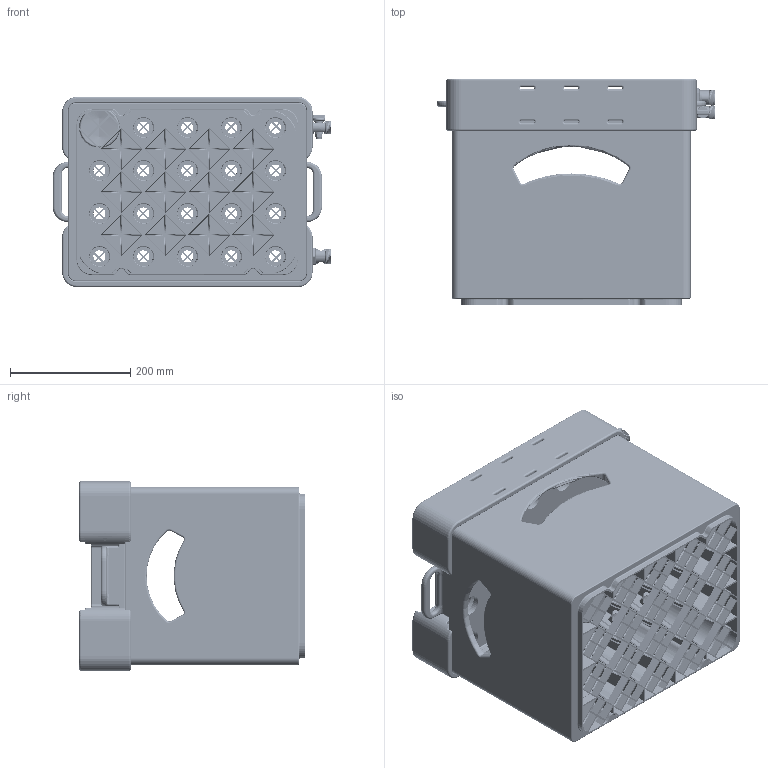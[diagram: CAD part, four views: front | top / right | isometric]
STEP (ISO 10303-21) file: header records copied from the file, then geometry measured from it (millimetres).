
FILE_DESCRIPTION (( 'STEP AP203' ), '1' );
FILE_NAME ('ZH_19042013.STEP', '2013-04-19T14:55:02', ( '' ), ( '' ), 'SwSTEP 2.0', 'SolidWorks 2012', '' );
FILE_SCHEMA (( 'CONFIG_CONTROL_DESIGN' ));
Products named in the file (29): Rastplatte; Basisteil_29032013; Kiste; ZH_19042013; 5-8 Bier; U-Scheibe 6; Gummischeibe; mutter_din_6924-m6x1-8; Hahn_Absperrteil; G5_8 Bier; Riegel; CO2-Anschluss-mit-Schauglas_und Lippventil; Lippventil; Schauglas; CO2 Schauglas Gegenstueck; G3_4 CO2; Dichtung_19032013; Flasche gefüllt; Bier; LongneckFlasche_AK; Dichtungshülse_Entriegelt; O-Ring 26-2; Druckfeder; Oberteil_Verschraubung_Werkzeuglos; O-Ring16x3; Spannsegmentträger; O-Ring 27-2; Spannsegment; Dichtungshülse
Assembly tree (37 placements, depth 3):
  ZH_19042013
    Kiste
    Basisteil_29032013  x2
    Rastplatte
    Dichtungshülse_Entriegelt
      Dichtungshülse
      Spannsegment  x6
      O-Ring 27-2
      Spannsegmentträger
      O-Ring16x3
      Oberteil_Verschraubung_Werkzeuglos
      Druckfeder
      O-Ring 26-2  x2
    Flasche gefüllt
      LongneckFlasche_AK
      Bier
    Dichtung_19032013
    CO2-Anschluss-mit-Schauglas_und Lippventil
      G3_4 CO2
      CO2 Schauglas Gegenstueck
      Schauglas
      Lippventil  x2
    Riegel  x2
    5-8 Bier
      G5_8 Bier
      Hahn_Absperrteil
      mutter_din_6924-m6x1-8
      Gummischeibe
      U-Scheibe 6
Bounding box: 462.5 x 375 x 316 mm (x, y, z)
Volume: 10232685.3 mm3; surface area: 2655736.7 mm2
Topology: 37 solids, 37 shells, 4868 faces, 12832 edges, 7737 vertices
Faces by surface type: cylinder 1621, plane 1609, bspline 766, torus 663, cone 124, sphere 85
Full cylindrical faces by diameter (mm): 2 x6, 4 x14, 4.918 x1, 6 x1, 6.4 x2, 7 x4, 9 x6, 9.701 x1, 10 x4, 11 x4, 12 x1, 12.5 x4, 14 x8, 15 x12, 16 x2, 16.2 x1, 16.5 x1, 18 x4, 18.5 x4, 20 x44, 24 x1, 26 x2, 30 x2, 32 x42, 60.997 x2, 66.997 x1
Entity records: 142210 total; most frequent: CARTESIAN_POINT 59327, ORIENTED_EDGE 17192, DIRECTION 15740, EDGE_CURVE 8596, AXIS2_PLACEMENT_3D 5718, VERTEX_POINT 5450, LINE 4304, VECTOR 4304
